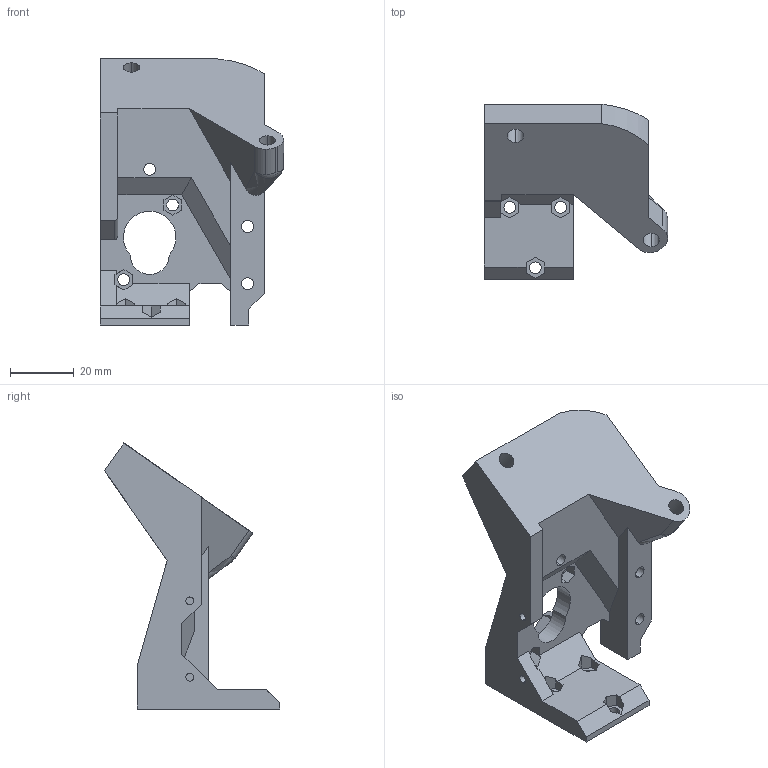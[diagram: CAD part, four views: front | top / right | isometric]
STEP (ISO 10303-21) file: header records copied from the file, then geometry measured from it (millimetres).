
FILE_DESCRIPTION (( 'STEP AP214' ), '1' );
FILE_NAME ('522 Groove Heat Sink Mount 50mm Fan.STEP', '2021-03-17T21:34:52', ( '' ), ( '' ), 'SwSTEP 2.0', 'SolidWorks 2019', '' );
FILE_SCHEMA (( 'AUTOMOTIVE_DESIGN' ));
Length unit declared in the file: millimetre
Products named in the file (1): 522 Groove Heat Sink Mount 50mm Fan
Bounding box: 57.6 x 55.08 x 83.68 mm (x, y, z)
Volume: 54090 mm3; surface area: 16675.5 mm2
Topology: 1 solids, 1 shells, 139 faces, 383 edges, 253 vertices
Faces by surface type: plane 97, cylinder 33, bspline 6, sphere 3
Entity records: 4586 total; most frequent: CARTESIAN_POINT 981, ORIENTED_EDGE 766, DIRECTION 694, EDGE_CURVE 383, LINE 292, VECTOR 292, VERTEX_POINT 253, AXIS2_PLACEMENT_3D 201
